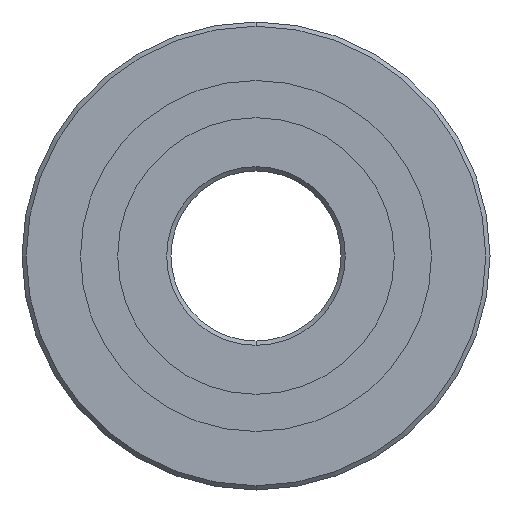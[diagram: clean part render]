
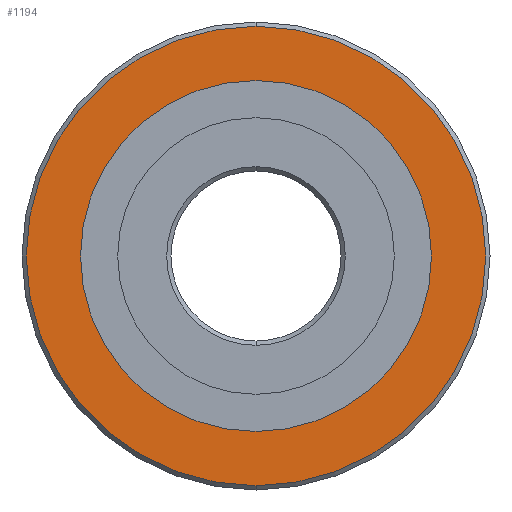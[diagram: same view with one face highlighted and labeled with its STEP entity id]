
A CAD part, front view. The second image highlights one B-rep face of the part: STEP entity #1194.
In plain terms, the highlighted planar face has unit normal (0, -1, 0).
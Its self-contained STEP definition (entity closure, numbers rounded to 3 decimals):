
#254 = EDGE_CURVE('',#255,#257,#259,.T.);
#255 = VERTEX_POINT('',#256);
#256 = CARTESIAN_POINT('',(0.,0.,-10.8));
#257 = VERTEX_POINT('',#258);
#258 = CARTESIAN_POINT('',(0.,0.,10.8));
#259 = SURFACE_CURVE('',#260,(#265,#277),.PCURVE_S1.);
#260 = CIRCLE('',#261,10.8);
#261 = AXIS2_PLACEMENT_3D('',#262,#263,#264);
#262 = CARTESIAN_POINT('',(0.,0.,0.));
#263 = DIRECTION('',(0.,-1.,0.));
#264 = DIRECTION('',(0.,0.,1.));
#265 = PCURVE('',#266,#271);
#266 = CONICAL_SURFACE('',#267,11.,0.785);
#267 = AXIS2_PLACEMENT_3D('',#268,#269,#270);
#268 = CARTESIAN_POINT('',(0.,0.2,0.));
#269 = DIRECTION('',(-0.,1.,-0.));
#270 = DIRECTION('',(0.,0.,1.));
#271 = DEFINITIONAL_REPRESENTATION('',(#272),#276);
#272 = LINE('',#273,#274);
#273 = CARTESIAN_POINT('',(6.283,-0.2));
#274 = VECTOR('',#275,1.);
#275 = DIRECTION('',(-1.,0.));
#276 = ( GEOMETRIC_REPRESENTATION_CONTEXT(2) 
PARAMETRIC_REPRESENTATION_CONTEXT() REPRESENTATION_CONTEXT('2D SPACE',''
  ) );
#277 = PCURVE('',#278,#283);
#278 = PLANE('',#279);
#279 = AXIS2_PLACEMENT_3D('',#280,#281,#282);
#280 = CARTESIAN_POINT('',(0.,0.,0.));
#281 = DIRECTION('',(0.,1.,0.));
#282 = DIRECTION('',(0.,-0.,1.));
#283 = DEFINITIONAL_REPRESENTATION('',(#284),#292);
#284 = ( BOUNDED_CURVE() B_SPLINE_CURVE(2,(#285,#286,#287,#288,#289,#290
,#291),.UNSPECIFIED.,.T.,.F.) B_SPLINE_CURVE_WITH_KNOTS((1,2,2,2,2,1),(
    -2.094,0.,2.094,4.189,6.283,
8.378),.UNSPECIFIED.) CURVE() GEOMETRIC_REPRESENTATION_ITEM() 
RATIONAL_B_SPLINE_CURVE((1.,0.5,1.,0.5,1.,0.5,1.)) REPRESENTATION_ITEM(
  '') );
#285 = CARTESIAN_POINT('',(10.8,0.));
#286 = CARTESIAN_POINT('',(10.8,-18.706));
#287 = CARTESIAN_POINT('',(-5.4,-9.353));
#288 = CARTESIAN_POINT('',(-21.6,0.));
#289 = CARTESIAN_POINT('',(-5.4,9.353));
#290 = CARTESIAN_POINT('',(10.8,18.706));
#291 = CARTESIAN_POINT('',(10.8,0.));
#292 = ( GEOMETRIC_REPRESENTATION_CONTEXT(2) 
PARAMETRIC_REPRESENTATION_CONTEXT() REPRESENTATION_CONTEXT('2D SPACE',''
  ) );
#310 = CONICAL_SURFACE('',#311,11.,0.785);
#311 = AXIS2_PLACEMENT_3D('',#312,#313,#314);
#312 = CARTESIAN_POINT('',(0.,0.2,0.));
#313 = DIRECTION('',(-0.,1.,-0.));
#314 = DIRECTION('',(0.,0.,1.));
#606 = VERTEX_POINT('',#607);
#607 = CARTESIAN_POINT('',(0.,0.,-8.25));
#614 = CYLINDRICAL_SURFACE('',#615,8.25);
#615 = AXIS2_PLACEMENT_3D('',#616,#617,#618);
#616 = CARTESIAN_POINT('',(0.,0.2,0.));
#617 = DIRECTION('',(-0.,-1.,-0.));
#618 = DIRECTION('',(0.,0.,-1.));
#626 = CYLINDRICAL_SURFACE('',#627,8.25);
#627 = AXIS2_PLACEMENT_3D('',#628,#629,#630);
#628 = CARTESIAN_POINT('',(0.,0.2,0.));
#629 = DIRECTION('',(-0.,-1.,-0.));
#630 = DIRECTION('',(0.,0.,-1.));
#638 = EDGE_CURVE('',#639,#606,#641,.T.);
#639 = VERTEX_POINT('',#640);
#640 = CARTESIAN_POINT('',(0.,0.,8.25));
#641 = SURFACE_CURVE('',#642,(#647,#654),.PCURVE_S1.);
#642 = CIRCLE('',#643,8.25);
#643 = AXIS2_PLACEMENT_3D('',#644,#645,#646);
#644 = CARTESIAN_POINT('',(0.,0.,0.));
#645 = DIRECTION('',(0.,-1.,0.));
#646 = DIRECTION('',(0.,0.,-1.));
#647 = PCURVE('',#614,#648);
#648 = DEFINITIONAL_REPRESENTATION('',(#649),#653);
#649 = LINE('',#650,#651);
#650 = CARTESIAN_POINT('',(0.,0.2));
#651 = VECTOR('',#652,1.);
#652 = DIRECTION('',(1.,0.));
#653 = ( GEOMETRIC_REPRESENTATION_CONTEXT(2) 
PARAMETRIC_REPRESENTATION_CONTEXT() REPRESENTATION_CONTEXT('2D SPACE',''
  ) );
#654 = PCURVE('',#278,#655);
#655 = DEFINITIONAL_REPRESENTATION('',(#656),#664);
#656 = ( BOUNDED_CURVE() B_SPLINE_CURVE(2,(#657,#658,#659,#660,#661,#662
,#663),.UNSPECIFIED.,.T.,.F.) B_SPLINE_CURVE_WITH_KNOTS((1,2,2,2,2,1),(
    -2.094,0.,2.094,4.189,6.283,
8.378),.UNSPECIFIED.) CURVE() GEOMETRIC_REPRESENTATION_ITEM() 
RATIONAL_B_SPLINE_CURVE((1.,0.5,1.,0.5,1.,0.5,1.)) REPRESENTATION_ITEM(
  '') );
#657 = CARTESIAN_POINT('',(-8.25,0.));
#658 = CARTESIAN_POINT('',(-8.25,14.289));
#659 = CARTESIAN_POINT('',(4.125,7.145));
#660 = CARTESIAN_POINT('',(16.5,0.));
#661 = CARTESIAN_POINT('',(4.125,-7.145));
#662 = CARTESIAN_POINT('',(-8.25,-14.289));
#663 = CARTESIAN_POINT('',(-8.25,0.));
#664 = ( GEOMETRIC_REPRESENTATION_CONTEXT(2) 
PARAMETRIC_REPRESENTATION_CONTEXT() REPRESENTATION_CONTEXT('2D SPACE',''
  ) );
#1194 = ADVANCED_FACE('',(#1195,#1224),#278,.F.);
#1195 = FACE_BOUND('',#1196,.T.);
#1196 = EDGE_LOOP('',(#1197,#1223));
#1197 = ORIENTED_EDGE('',*,*,#1198,.T.);
#1198 = EDGE_CURVE('',#257,#255,#1199,.T.);
#1199 = SURFACE_CURVE('',#1200,(#1205,#1216),.PCURVE_S1.);
#1200 = CIRCLE('',#1201,10.8);
#1201 = AXIS2_PLACEMENT_3D('',#1202,#1203,#1204);
#1202 = CARTESIAN_POINT('',(0.,0.,0.));
#1203 = DIRECTION('',(0.,-1.,0.));
#1204 = DIRECTION('',(0.,0.,1.));
#1205 = PCURVE('',#278,#1206);
#1206 = DEFINITIONAL_REPRESENTATION('',(#1207),#1215);
#1207 = ( BOUNDED_CURVE() B_SPLINE_CURVE(2,(#1208,#1209,#1210,#1211,
#1212,#1213,#1214),.UNSPECIFIED.,.T.,.F.) B_SPLINE_CURVE_WITH_KNOTS((1,2
    ,2,2,2,1),(-2.094,0.,2.094,4.189,
6.283,8.378),.UNSPECIFIED.) CURVE() 
GEOMETRIC_REPRESENTATION_ITEM() RATIONAL_B_SPLINE_CURVE((1.,0.5,1.,0.5,
1.,0.5,1.)) REPRESENTATION_ITEM('') );
#1208 = CARTESIAN_POINT('',(10.8,0.));
#1209 = CARTESIAN_POINT('',(10.8,-18.706));
#1210 = CARTESIAN_POINT('',(-5.4,-9.353));
#1211 = CARTESIAN_POINT('',(-21.6,0.));
#1212 = CARTESIAN_POINT('',(-5.4,9.353));
#1213 = CARTESIAN_POINT('',(10.8,18.706));
#1214 = CARTESIAN_POINT('',(10.8,0.));
#1215 = ( GEOMETRIC_REPRESENTATION_CONTEXT(2) 
PARAMETRIC_REPRESENTATION_CONTEXT() REPRESENTATION_CONTEXT('2D SPACE',''
  ) );
#1216 = PCURVE('',#310,#1217);
#1217 = DEFINITIONAL_REPRESENTATION('',(#1218),#1222);
#1218 = LINE('',#1219,#1220);
#1219 = CARTESIAN_POINT('',(6.283,-0.2));
#1220 = VECTOR('',#1221,1.);
#1221 = DIRECTION('',(-1.,0.));
#1222 = ( GEOMETRIC_REPRESENTATION_CONTEXT(2) 
PARAMETRIC_REPRESENTATION_CONTEXT() REPRESENTATION_CONTEXT('2D SPACE',''
  ) );
#1223 = ORIENTED_EDGE('',*,*,#254,.T.);
#1224 = FACE_BOUND('',#1225,.T.);
#1225 = EDGE_LOOP('',(#1226,#1252));
#1226 = ORIENTED_EDGE('',*,*,#1227,.F.);
#1227 = EDGE_CURVE('',#606,#639,#1228,.T.);
#1228 = SURFACE_CURVE('',#1229,(#1234,#1245),.PCURVE_S1.);
#1229 = CIRCLE('',#1230,8.25);
#1230 = AXIS2_PLACEMENT_3D('',#1231,#1232,#1233);
#1231 = CARTESIAN_POINT('',(0.,0.,0.));
#1232 = DIRECTION('',(0.,-1.,0.));
#1233 = DIRECTION('',(0.,0.,-1.));
#1234 = PCURVE('',#278,#1235);
#1235 = DEFINITIONAL_REPRESENTATION('',(#1236),#1244);
#1236 = ( BOUNDED_CURVE() B_SPLINE_CURVE(2,(#1237,#1238,#1239,#1240,
#1241,#1242,#1243),.UNSPECIFIED.,.T.,.F.) B_SPLINE_CURVE_WITH_KNOTS((1,2
    ,2,2,2,1),(-2.094,0.,2.094,4.189,
6.283,8.378),.UNSPECIFIED.) CURVE() 
GEOMETRIC_REPRESENTATION_ITEM() RATIONAL_B_SPLINE_CURVE((1.,0.5,1.,0.5,
1.,0.5,1.)) REPRESENTATION_ITEM('') );
#1237 = CARTESIAN_POINT('',(-8.25,0.));
#1238 = CARTESIAN_POINT('',(-8.25,14.289));
#1239 = CARTESIAN_POINT('',(4.125,7.145));
#1240 = CARTESIAN_POINT('',(16.5,0.));
#1241 = CARTESIAN_POINT('',(4.125,-7.145));
#1242 = CARTESIAN_POINT('',(-8.25,-14.289));
#1243 = CARTESIAN_POINT('',(-8.25,0.));
#1244 = ( GEOMETRIC_REPRESENTATION_CONTEXT(2) 
PARAMETRIC_REPRESENTATION_CONTEXT() REPRESENTATION_CONTEXT('2D SPACE',''
  ) );
#1245 = PCURVE('',#626,#1246);
#1246 = DEFINITIONAL_REPRESENTATION('',(#1247),#1251);
#1247 = LINE('',#1248,#1249);
#1248 = CARTESIAN_POINT('',(0.,0.2));
#1249 = VECTOR('',#1250,1.);
#1250 = DIRECTION('',(1.,0.));
#1251 = ( GEOMETRIC_REPRESENTATION_CONTEXT(2) 
PARAMETRIC_REPRESENTATION_CONTEXT() REPRESENTATION_CONTEXT('2D SPACE',''
  ) );
#1252 = ORIENTED_EDGE('',*,*,#638,.F.);
